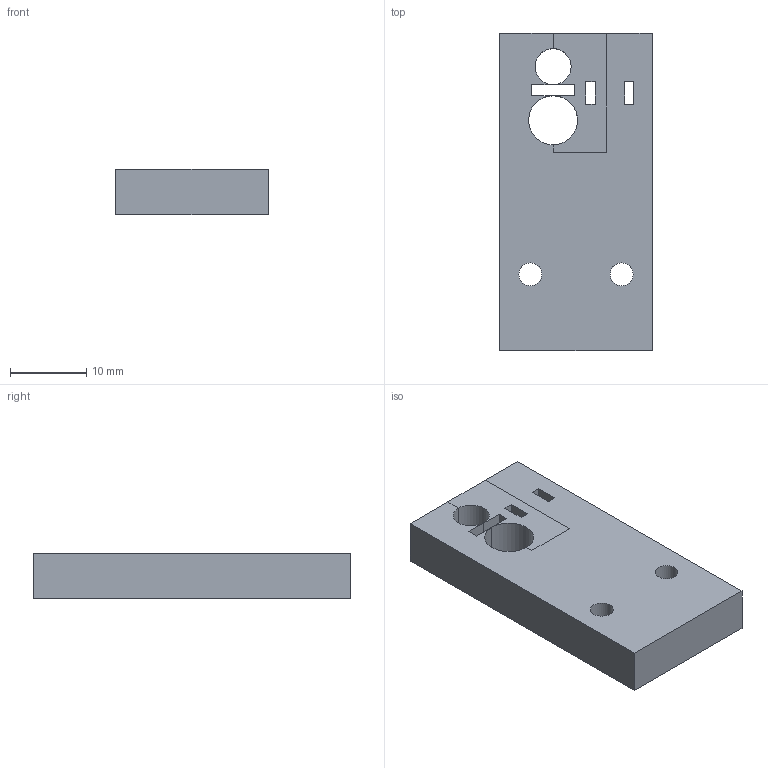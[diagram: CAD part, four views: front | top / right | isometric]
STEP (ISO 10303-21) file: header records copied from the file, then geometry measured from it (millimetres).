
FILE_DESCRIPTION(('FreeCAD Model'),'2;1');
FILE_NAME('Open CASCADE Shape Model','2024-11-04T13:23:22',(''),(''), 'Open CASCADE STEP processor 7.8','FreeCAD','Unknown');
FILE_SCHEMA(('AUTOMOTIVE_DESIGN { 1 0 10303 214 1 1 1 1 }'));
Length unit declared in the file: millimetre
Products named in the file (3): cable_base; CABLE-BASE.V1; CABLE-BASE-INSERT.V1
Assembly tree (2 placements, depth 2):
  cable_base
    CABLE-BASE.V1
    CABLE-BASE-INSERT.V1
Bounding box: 20 x 41.61 x 6 mm (x, y, z)
Volume: 4516.2 mm3; surface area: 3060.9 mm2
Topology: 2 solids, 2 shells, 38 faces, 102 edges, 68 vertices
Faces by surface type: plane 32, cylinder 6
Full cylindrical faces by diameter (mm): 3 x2
Entity records: 2586 total; most frequent: CARTESIAN_POINT 415, DIRECTION 400, LINE 282, VECTOR 282, ORIENTED_EDGE 204, PCURVE 204, DEFINITIONAL_REPRESENTATION 204, EDGE_CURVE 102
